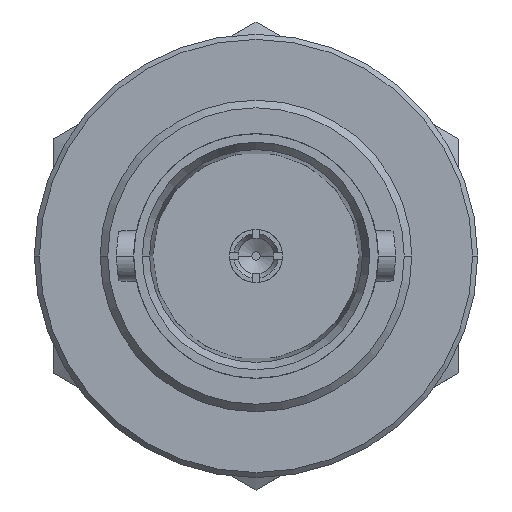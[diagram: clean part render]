
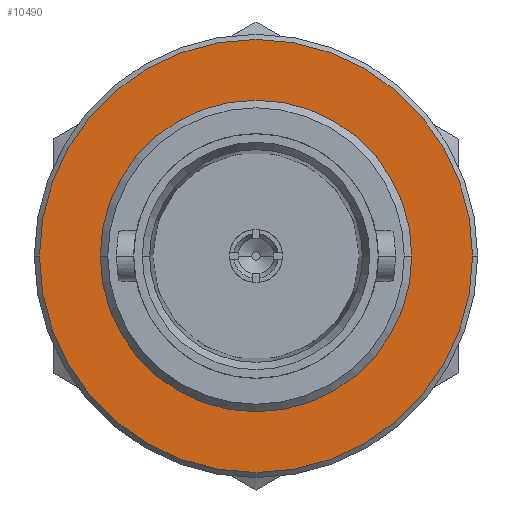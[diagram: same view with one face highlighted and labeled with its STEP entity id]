
A CAD part, left-side view. The second image highlights one B-rep face of the part: STEP entity #10490.
In plain terms, the highlighted planar face has unit normal (-1, 0, 0).
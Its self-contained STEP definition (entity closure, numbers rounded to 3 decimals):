
#1677=CARTESIAN_POINT('',(-14.1,0.,0.));
#1678=DIRECTION('',(-1.,0.,0.));
#1679=DIRECTION('',(0.,1.,0.));
#1680=AXIS2_PLACEMENT_3D('',#1677,#1678,#1679);
#1682=CARTESIAN_POINT('',(-14.1,0.,0.));
#1683=DIRECTION('',(-1.,0.,0.));
#1684=DIRECTION('',(0.,-1.,0.));
#1685=AXIS2_PLACEMENT_3D('',#1682,#1683,#1684);
#1710=CARTESIAN_POINT('',(-14.1,0.,0.));
#1711=DIRECTION('',(1.,0.,0.));
#1712=DIRECTION('',(0.,1.,0.));
#1713=AXIS2_PLACEMENT_3D('',#1710,#1711,#1712);
#1752=CARTESIAN_POINT('',(-14.1,0.,0.));
#1753=DIRECTION('',(-1.,0.,0.));
#1754=DIRECTION('',(0.,1.,0.));
#1755=AXIS2_PLACEMENT_3D('',#1752,#1753,#1754);
#7094=CARTESIAN_POINT('',(-14.1,6.15,0.));
#7095=CARTESIAN_POINT('',(-14.1,-6.15,0.));
#7096=VERTEX_POINT('',#7094);
#7097=VERTEX_POINT('',#7095);
#7149=CARTESIAN_POINT('',(-14.1,8.55,0.));
#7150=CARTESIAN_POINT('',(-14.1,-8.55,0.));
#7151=VERTEX_POINT('',#7149);
#7152=VERTEX_POINT('',#7150);
#10474=CARTESIAN_POINT('',(-14.1,0.,0.));
#10475=DIRECTION('',(-1.,0.,0.));
#10476=DIRECTION('',(0.,1.,0.));
#10477=AXIS2_PLACEMENT_3D('',#10474,#10475,#10476);
#10478=PLANE('',#10477);
#10480=ORIENTED_EDGE('',*,*,#10479,.F.);
#10481=ORIENTED_EDGE('',*,*,#10464,.F.);
#10482=EDGE_LOOP('',(#10480,#10481));
#10483=FACE_OUTER_BOUND('',#10482,.F.);
#10485=ORIENTED_EDGE('',*,*,#10484,.F.);
#10487=ORIENTED_EDGE('',*,*,#10486,.T.);
#10488=EDGE_LOOP('',(#10485,#10487));
#10489=FACE_BOUND('',#10488,.F.);
#10490=ADVANCED_FACE('',(#10483,#10489),#10478,.T.);
#1681=CIRCLE('',#1680,8.55);
#1686=CIRCLE('',#1685,8.55);
#1714=CIRCLE('',#1713,6.15);
#1756=CIRCLE('',#1755,6.15);
#10464=EDGE_CURVE('',#7152,#7151,#1686,.T.);
#10479=EDGE_CURVE('',#7151,#7152,#1681,.T.);
#10484=EDGE_CURVE('',#7096,#7097,#1714,.T.);
#10486=EDGE_CURVE('',#7096,#7097,#1756,.T.);
